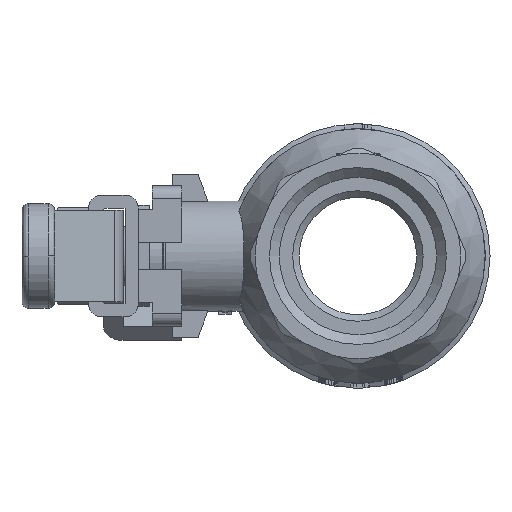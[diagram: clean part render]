
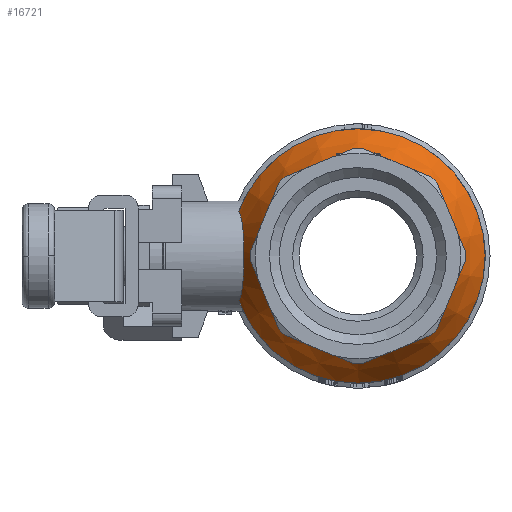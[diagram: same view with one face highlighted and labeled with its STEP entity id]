
A CAD part, left-side view. The second image highlights one B-rep face of the part: STEP entity #16721.
In plain terms, the highlighted conical face has half-angle 29.745 degrees and reference radius 15.5 mm.
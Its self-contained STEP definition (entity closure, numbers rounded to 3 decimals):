
#1828=B_SPLINE_CURVE_WITH_KNOTS('',3,(#32693,#32694,#32695,#32696,#32697,
#32698,#32699),.UNSPECIFIED.,.F.,.F.,(4,1,1,1,4),(0.,
0.004,0.008,0.012,0.016),
 .UNSPECIFIED.);
#1910=CONICAL_SURFACE('',#23891,15.5,0.519);
#2032=CIRCLE('',#23559,19.5);
#2068=CIRCLE('',#23892,15.5);
#3045=ORIENTED_EDGE('',*,*,#8071,.F.);
#3046=ORIENTED_EDGE('',*,*,#7646,.T.);
#3047=ORIENTED_EDGE('',*,*,#8072,.F.);
#7646=EDGE_CURVE('',#10190,#10191,#2032,.T.);
#8071=EDGE_CURVE('',#10190,#10191,#1828,.T.);
#8072=EDGE_CURVE('',#10613,#10613,#2068,.T.);
#10190=VERTEX_POINT('',#31802);
#10191=VERTEX_POINT('',#31803);
#10613=VERTEX_POINT('',#32701);
#14477=EDGE_LOOP('',(#3045,#3046));
#14478=EDGE_LOOP('',(#3047));
#15573=FACE_BOUND('',#14477,.T.);
#15574=FACE_BOUND('',#14478,.T.);
#16721=ADVANCED_FACE('',(#15573,#15574),#1910,.T.);
#23559=AXIS2_PLACEMENT_3D('',#31801,#26013,#26014);
#23891=AXIS2_PLACEMENT_3D('',#32692,#26765,#26766);
#23892=AXIS2_PLACEMENT_3D('',#32700,#26767,#26768);
#26013=DIRECTION('',(0.,-1.,0.));
#26014=DIRECTION('',(0.,0.,-1.));
#26765=DIRECTION('',(0.,1.,0.));
#26766=DIRECTION('',(1.,0.,0.));
#26767=DIRECTION('',(0.,-1.,0.));
#26768=DIRECTION('',(0.,0.,-1.));
#31801=CARTESIAN_POINT('',(0.,-5.,0.));
#31802=CARTESIAN_POINT('',(-6.874,-5.,18.248));
#31803=CARTESIAN_POINT('',(6.874,-5.,18.248));
#32692=CARTESIAN_POINT('',(0.,-12.,0.));
#32693=CARTESIAN_POINT('',(-6.874,-5.,18.248));
#32694=CARTESIAN_POINT('',(-6.104,-6.059,17.892));
#32695=CARTESIAN_POINT('',(-4.038,-7.844,17.531));
#32696=CARTESIAN_POINT('',(-0.004,-8.827,17.485));
#32697=CARTESIAN_POINT('',(4.034,-7.848,17.53));
#32698=CARTESIAN_POINT('',(6.104,-6.059,17.892));
#32699=CARTESIAN_POINT('',(6.874,-5.,18.248));
#32700=CARTESIAN_POINT('',(0.,-12.,0.));
#32701=CARTESIAN_POINT('',(0.,-12.,-15.5));
